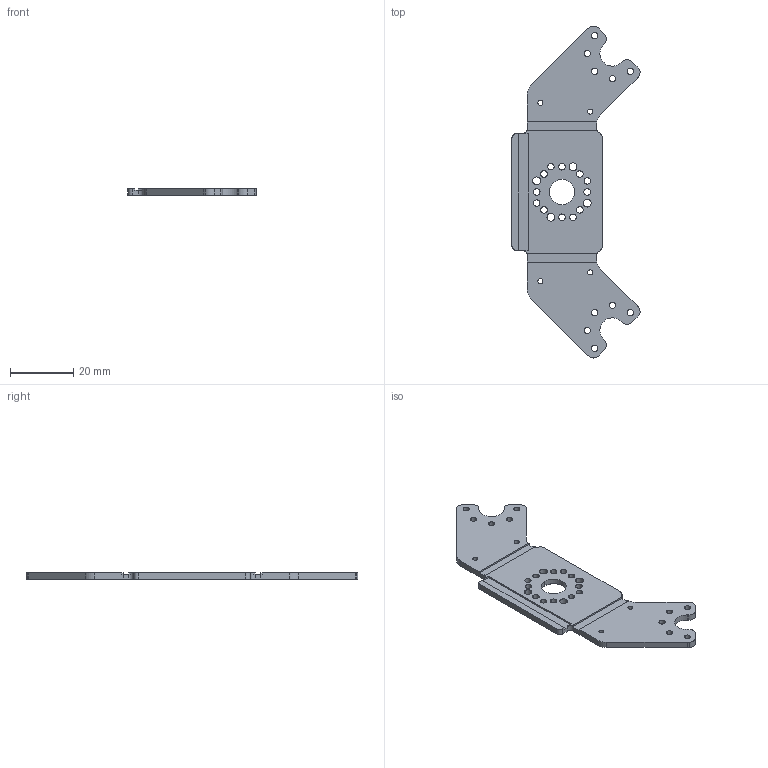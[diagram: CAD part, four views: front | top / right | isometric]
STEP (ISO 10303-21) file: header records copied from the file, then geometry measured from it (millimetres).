
FILE_DESCRIPTION(/* description */ (''),/* implementation_level */ '2;1');
FILE_NAME(/* name */ '10_FR07_H102.step',/* time_stamp */ '2011-05-25T17:32:12-04:00',/* author */ (''),/* organization */ (''),/* preprocessor_version */ 'ST-DEVELOPER v11',/* originating_system */ 'SIEMENS PLM Software NX 7.0',/* authorisation */ '');
FILE_SCHEMA (('AUTOMOTIVE_DESIGN { 1 0 10303 214 1 1 1 1 }'));
Length unit declared in the file: millimetre
Products named in the file (1): 10_FR07_H102
Bounding box: 40.53 x 105.05 x 2 mm (x, y, z)
Volume: 4532.3 mm3; surface area: 5713.3 mm2
Topology: 1 solids, 1 shells, 158 faces, 438 edges, 282 vertices
Faces by surface type: cylinder 90, plane 48, cone 18, extrusion 2
Entity records: 5286 total; most frequent: DIRECTION 948, CARTESIAN_POINT 927, ORIENTED_EDGE 876, EDGE_CURVE 438, AXIS2_PLACEMENT_3D 357, VERTEX_POINT 282, VECTOR 234, LINE 232
